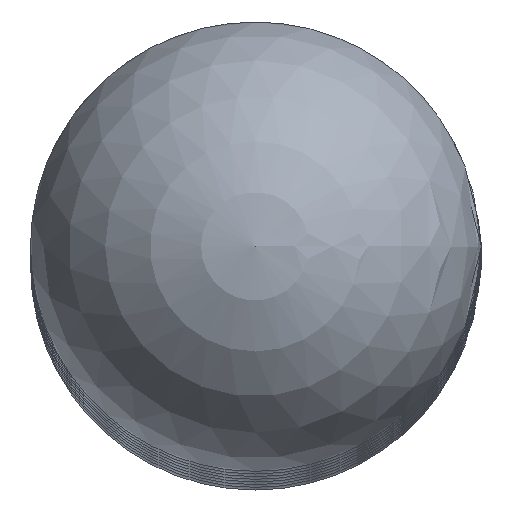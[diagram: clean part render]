
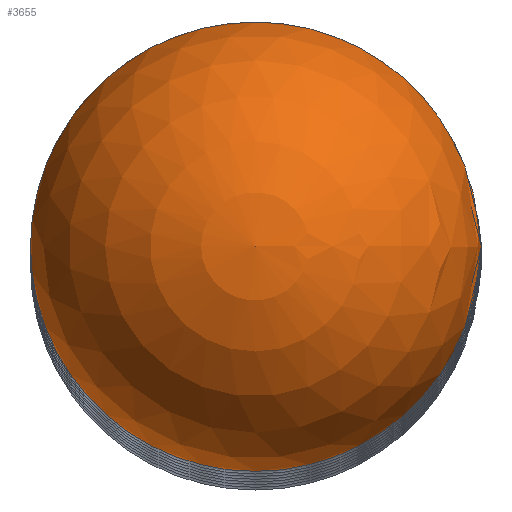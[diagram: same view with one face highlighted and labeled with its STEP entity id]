
A CAD part, top view. The second image highlights one B-rep face of the part: STEP entity #3655.
In plain terms, the highlighted spherical face has radius 20 mm.
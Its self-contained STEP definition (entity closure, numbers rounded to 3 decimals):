
#3655 = ADVANCED_FACE('',(#3656),#3660,.T.);
#3656 = FACE_BOUND('',#3657,.T.);
#3657 = VERTEX_LOOP('',#3658);
#3658 = VERTEX_POINT('',#3659);
#3659 = CARTESIAN_POINT('',(0.,0.,975.)
  );
#3660 = SPHERICAL_SURFACE('',#3661,20.);
#3661 = AXIS2_PLACEMENT_3D('',#3662,#3663,#3664);
#3662 = CARTESIAN_POINT('',(0.,0.,995.));
#3663 = DIRECTION('',(0.,0.,1.));
#3664 = DIRECTION('',(1.,0.,0.));
